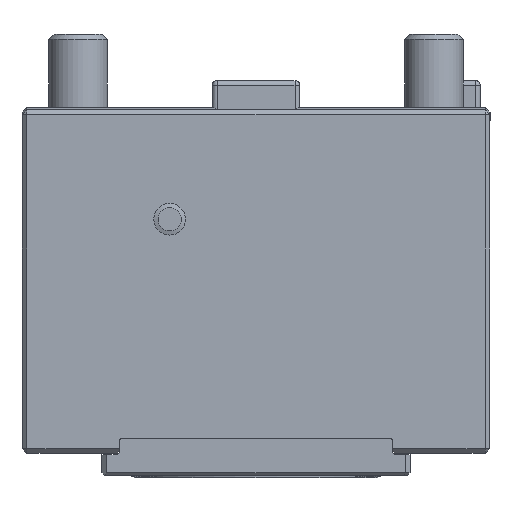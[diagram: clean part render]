
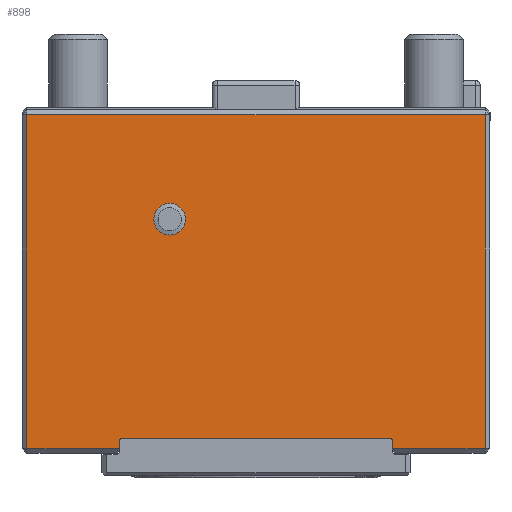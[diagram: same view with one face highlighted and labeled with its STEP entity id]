
A CAD part, left-side view. The second image highlights one B-rep face of the part: STEP entity #898.
In plain terms, the highlighted planar face has unit normal (-1, 0, 0).
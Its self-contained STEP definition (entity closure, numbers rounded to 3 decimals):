
#86=LINE('',#4991,#434);
#87=LINE('',#4994,#435);
#88=LINE('',#4996,#436);
#89=LINE('',#4998,#437);
#90=LINE('',#5000,#438);
#91=LINE('',#5002,#439);
#92=LINE('',#5004,#440);
#93=LINE('',#5008,#441);
#434=VECTOR('',#3787,1.);
#435=VECTOR('',#3788,1.);
#436=VECTOR('',#3789,1.);
#437=VECTOR('',#3790,1.);
#438=VECTOR('',#3791,1.);
#439=VECTOR('',#3792,1.);
#440=VECTOR('',#3793,1.);
#441=VECTOR('',#3796,1.);
#827=FACE_BOUND('',#1408,.T.);
#828=FACE_BOUND('',#1409,.T.);
#898=ADVANCED_FACE('',(#827,#828),#1096,.T.);
#1096=PLANE('',#3466);
#1408=EDGE_LOOP('',(#1652));
#1409=EDGE_LOOP('',(#1653,#1654,#1655,#1656,#1657,#1658,#1659,#1660,#1661,
#1662));
#1652=ORIENTED_EDGE('',*,*,#2877,.T.);
#1653=ORIENTED_EDGE('',*,*,#2878,.T.);
#1654=ORIENTED_EDGE('',*,*,#2879,.T.);
#1655=ORIENTED_EDGE('',*,*,#2880,.T.);
#1656=ORIENTED_EDGE('',*,*,#2881,.T.);
#1657=ORIENTED_EDGE('',*,*,#2882,.T.);
#1658=ORIENTED_EDGE('',*,*,#2883,.T.);
#1659=ORIENTED_EDGE('',*,*,#2884,.F.);
#1660=ORIENTED_EDGE('',*,*,#2885,.T.);
#1661=ORIENTED_EDGE('',*,*,#2886,.F.);
#1662=ORIENTED_EDGE('',*,*,#2887,.T.);
#2586=VERTEX_POINT('',#4990);
#2587=VERTEX_POINT('',#4992);
#2588=VERTEX_POINT('',#4993);
#2589=VERTEX_POINT('',#4995);
#2590=VERTEX_POINT('',#4997);
#2591=VERTEX_POINT('',#4999);
#2592=VERTEX_POINT('',#5001);
#2593=VERTEX_POINT('',#5003);
#2594=VERTEX_POINT('',#5005);
#2595=VERTEX_POINT('',#5007);
#2596=VERTEX_POINT('',#5009);
#2877=EDGE_CURVE('',#2586,#2586,#3340,.T.);
#2878=EDGE_CURVE('',#2587,#2588,#86,.T.);
#2879=EDGE_CURVE('',#2588,#2589,#87,.T.);
#2880=EDGE_CURVE('',#2589,#2590,#88,.T.);
#2881=EDGE_CURVE('',#2590,#2591,#89,.T.);
#2882=EDGE_CURVE('',#2591,#2592,#90,.T.);
#2883=EDGE_CURVE('',#2592,#2593,#91,.T.);
#2884=EDGE_CURVE('',#2594,#2593,#92,.T.);
#2885=EDGE_CURVE('',#2594,#2595,#3341,.T.);
#2886=EDGE_CURVE('',#2596,#2595,#93,.T.);
#2887=EDGE_CURVE('',#2596,#2587,#3342,.T.);
#3340=CIRCLE('',#3463,3.248);
#3341=CIRCLE('',#3464,0.3);
#3342=CIRCLE('',#3465,0.3);
#3463=AXIS2_PLACEMENT_3D('',#4989,#3785,#3786);
#3464=AXIS2_PLACEMENT_3D('',#5006,#3794,#3795);
#3465=AXIS2_PLACEMENT_3D('',#5010,#3797,#3798);
#3466=AXIS2_PLACEMENT_3D('',#5011,#3799,#3800);
#3785=DIRECTION('',(1.,0.,0.));
#3786=DIRECTION('',(0.,-1.,0.));
#3787=DIRECTION('',(0.,0.,-1.));
#3788=DIRECTION('',(0.,-1.,0.));
#3789=DIRECTION('',(0.,0.,1.));
#3790=DIRECTION('',(0.,1.,0.));
#3791=DIRECTION('',(0.,0.,-1.));
#3792=DIRECTION('',(0.,-1.,0.));
#3793=DIRECTION('',(0.,0.,-1.));
#3794=DIRECTION('',(1.,0.,0.));
#3795=DIRECTION('',(0.,1.,0.));
#3796=DIRECTION('',(0.,1.,0.));
#3797=DIRECTION('',(1.,0.,0.));
#3798=DIRECTION('',(0.,1.,0.));
#3799=DIRECTION('',(-1.,0.,0.));
#3800=DIRECTION('',(0.,0.,1.));
#4989=CARTESIAN_POINT('',(-109.,17.7,-22.95));
#4990=CARTESIAN_POINT('',(-109.,14.452,-22.95));
#4991=CARTESIAN_POINT('',(-109.,-28.,-68.));
#4992=CARTESIAN_POINT('',(-109.,-28.,-68.3));
#4993=CARTESIAN_POINT('',(-109.,-28.,-70.));
#4994=CARTESIAN_POINT('',(-109.,48.,-70.));
#4995=CARTESIAN_POINT('',(-109.,-47.,-70.));
#4996=CARTESIAN_POINT('',(-109.,-47.,-0.5));
#4997=CARTESIAN_POINT('',(-109.,-47.,-1.5));
#4998=CARTESIAN_POINT('',(-109.,48.,-1.5));
#4999=CARTESIAN_POINT('',(-109.,47.,-1.5));
#5000=CARTESIAN_POINT('',(-109.,47.,-71.));
#5001=CARTESIAN_POINT('',(-109.,47.,-70.));
#5002=CARTESIAN_POINT('',(-109.,48.,-70.));
#5003=CARTESIAN_POINT('',(-109.,28.,-70.));
#5004=CARTESIAN_POINT('',(-109.,28.,-68.));
#5005=CARTESIAN_POINT('',(-109.,28.,-68.3));
#5006=CARTESIAN_POINT('',(-109.,27.7,-68.3));
#5007=CARTESIAN_POINT('',(-109.,27.7,-68.));
#5008=CARTESIAN_POINT('',(-109.,-33.,-68.));
#5009=CARTESIAN_POINT('',(-109.,-27.7,-68.));
#5010=CARTESIAN_POINT('',(-109.,-27.7,-68.3));
#5011=CARTESIAN_POINT('',(-109.,48.,-0.5));
